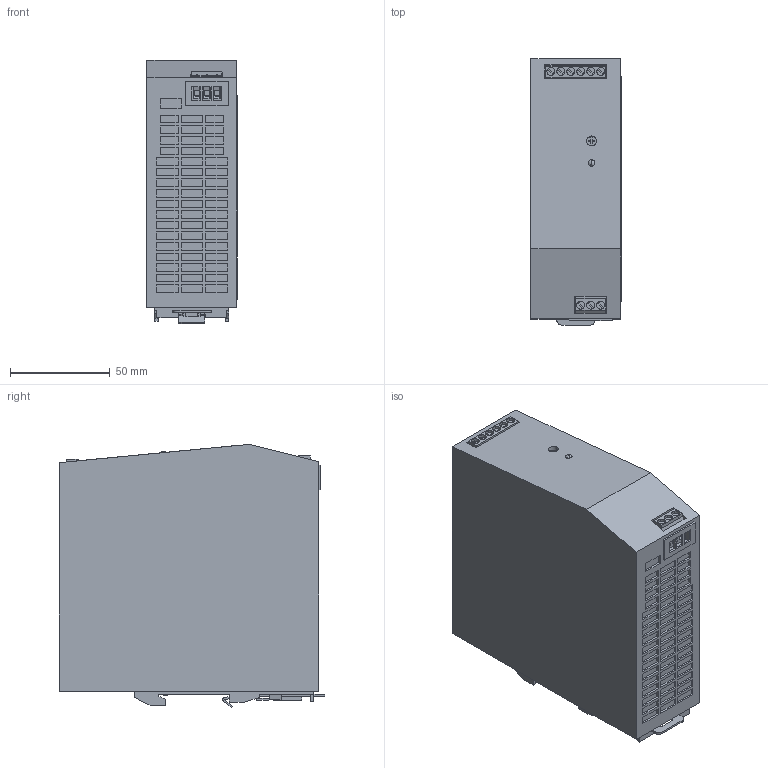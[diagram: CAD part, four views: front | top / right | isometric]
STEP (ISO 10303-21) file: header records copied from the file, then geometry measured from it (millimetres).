
FILE_DESCRIPTION(('Creo Elements/Direct Modeling STEP Export'),'2;1');
FILE_NAME('model.stp','2020-12-11T 7:18:21',(''),(''),'Creo Elements/Direct Modeling STEP processor for AP214 (Solid Model)','Creo Elements/Direct Modeling 20.1A 29-Sep-2018 (C) Parametric Technology GmbH','');
FILE_SCHEMA(('AUTOMOTIVE_DESIGN { 1 0 10303 214 1 1 1 1 }'));
Length unit declared in the file: millimetre
Products named in the file (2): UNO2_PS_1AC_24DC_240W-select
Assembly tree (1 placements, depth 2):
  UNO2_PS_1AC_24DC_240W-select
    UNO2_PS_1AC_24DC_240W-select
Bounding box: 45.1 x 133.03 x 131.7 mm (x, y, z)
Volume: 698575 mm3; surface area: 61793.8 mm2
Topology: 1 solids, 1 shells, 972 faces, 2458 edges, 1627 vertices
Faces by surface type: plane 925, cylinder 45, sphere 2
Entity records: 32365 total; most frequent: CARTESIAN_POINT 4946, ORIENTED_EDGE 4912, DIRECTION 4345, EDGE_CURVE 2456, VECTOR 2293, LINE 2293, VERTEX_POINT 1627, EDGE_LOOP 1125
